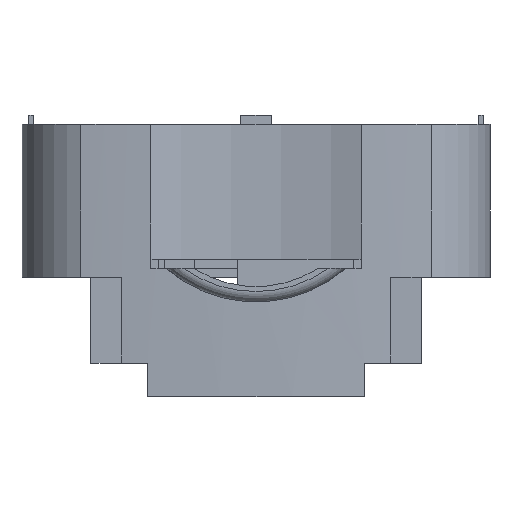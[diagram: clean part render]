
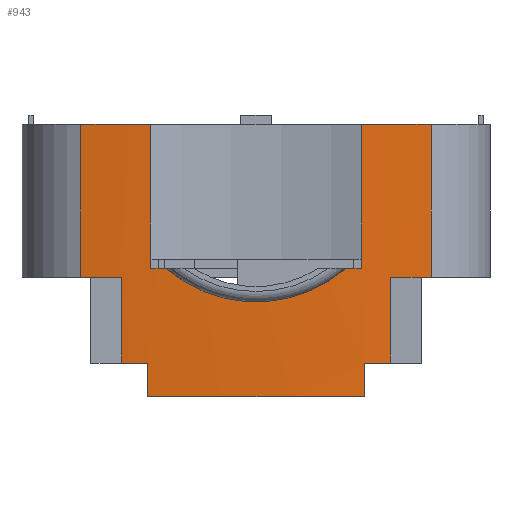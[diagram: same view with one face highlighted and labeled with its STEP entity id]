
A CAD part, front view. The second image highlights one B-rep face of the part: STEP entity #943.
In plain terms, the highlighted cylindrical face has radius 260 mm (diameter 520 mm), a partial arc.
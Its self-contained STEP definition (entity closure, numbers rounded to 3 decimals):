
#200 = VERTEX_POINT('',#201);
#201 = CARTESIAN_POINT('',(28.635,2.5,12.));
#360 = VERTEX_POINT('',#361);
#361 = CARTESIAN_POINT('',(-28.635,2.5,12.));
#368 = EDGE_CURVE('',#369,#360,#371,.T.);
#369 = VERTEX_POINT('',#370);
#370 = CARTESIAN_POINT('',(-17.2,1.488,12.));
#371 = CIRCLE('',#372,260.);
#372 = AXIS2_PLACEMENT_3D('',#373,#374,#375);
#373 = CARTESIAN_POINT('',(0.,260.918,12.));
#374 = DIRECTION('',(0.,0.,-1.));
#375 = DIRECTION('',(1.,0.,0.));
#499 = VERTEX_POINT('',#500);
#500 = CARTESIAN_POINT('',(17.2,1.488,12.));
#506 = EDGE_CURVE('',#200,#499,#507,.T.);
#507 = CIRCLE('',#508,260.);
#508 = AXIS2_PLACEMENT_3D('',#509,#510,#511);
#509 = CARTESIAN_POINT('',(0.,260.918,12.));
#510 = DIRECTION('',(0.,0.,-1.));
#511 = DIRECTION('',(1.,0.,0.));
#632 = VERTEX_POINT('',#633);
#633 = CARTESIAN_POINT('',(28.635,2.5,-13.));
#640 = EDGE_CURVE('',#200,#632,#641,.T.);
#641 = LINE('',#642,#643);
#642 = CARTESIAN_POINT('',(28.635,2.5,7.));
#643 = VECTOR('',#644,1.);
#644 = DIRECTION('',(-0.,-0.,-1.));
#922 = EDGE_CURVE('',#923,#360,#925,.T.);
#923 = VERTEX_POINT('',#924);
#924 = CARTESIAN_POINT('',(-28.635,2.5,-13.));
#925 = LINE('',#926,#927);
#926 = CARTESIAN_POINT('',(-28.635,2.5,7.));
#927 = VECTOR('',#928,1.);
#928 = DIRECTION('',(0.,0.,1.));
#943 = ADVANCED_FACE('',(#944),#1094,.T.);
#944 = FACE_BOUND('',#945,.F.);
#945 = EDGE_LOOP('',(#946,#954,#963,#982,#991,#997,#998,#999,#1008,#1017
    ,#1025,#1034,#1042,#1051,#1059,#1068,#1076,#1085,#1092,#1093));
#946 = ORIENTED_EDGE('',*,*,#947,.F.);
#947 = EDGE_CURVE('',#948,#369,#950,.T.);
#948 = VERTEX_POINT('',#949);
#949 = CARTESIAN_POINT('',(-17.2,1.488,-11.5));
#950 = LINE('',#951,#952);
#951 = CARTESIAN_POINT('',(-17.2,1.488,7.));
#952 = VECTOR('',#953,1.);
#953 = DIRECTION('',(0.,0.,1.));
#954 = ORIENTED_EDGE('',*,*,#955,.T.);
#955 = EDGE_CURVE('',#948,#956,#958,.T.);
#956 = VERTEX_POINT('',#957);
#957 = CARTESIAN_POINT('',(-14.644,1.331,-11.5));
#958 = CIRCLE('',#959,260.);
#959 = AXIS2_PLACEMENT_3D('',#960,#961,#962);
#960 = CARTESIAN_POINT('',(0.,260.918,-11.5));
#961 = DIRECTION('',(0.,0.,1.));
#962 = DIRECTION('',(1.,0.,0.));
#963 = ORIENTED_EDGE('',*,*,#964,.F.);
#964 = EDGE_CURVE('',#965,#956,#967,.T.);
#965 = VERTEX_POINT('',#966);
#966 = CARTESIAN_POINT('',(14.644,1.331,-11.5));
#967 = B_SPLINE_CURVE_WITH_KNOTS('',7,(#968,#969,#970,#971,#972,#973,
    #974,#975,#976,#977,#978,#979,#980,#981),.UNSPECIFIED.,.F.,.F.,(8,6,
    8),(0.,0.5,1.),.UNSPECIFIED.);
#968 = CARTESIAN_POINT('',(16.2,1.424,-10.));
#969 = CARTESIAN_POINT('',(14.658,1.327,
    -11.638));
#970 = CARTESIAN_POINT('',(12.82,1.223,
    -13.204));
#971 = CARTESIAN_POINT('',(10.688,1.119,-14.602
    ));
#972 = CARTESIAN_POINT('',(8.287,1.026,-15.747
    ));
#973 = CARTESIAN_POINT('',(5.662,0.955,-16.567
    ));
#974 = CARTESIAN_POINT('',(2.875,0.918,-17.));
#975 = CARTESIAN_POINT('',(-2.875,0.918,-17.));
#976 = CARTESIAN_POINT('',(-5.662,0.955,
    -16.567));
#977 = CARTESIAN_POINT('',(-8.287,1.026,
    -15.747));
#978 = CARTESIAN_POINT('',(-10.688,1.119,
    -14.602));
#979 = CARTESIAN_POINT('',(-12.82,1.223,
    -13.204));
#980 = CARTESIAN_POINT('',(-14.658,1.327,
    -11.638));
#981 = CARTESIAN_POINT('',(-16.2,1.424,-10.));
#982 = ORIENTED_EDGE('',*,*,#983,.T.);
#983 = EDGE_CURVE('',#965,#984,#986,.T.);
#984 = VERTEX_POINT('',#985);
#985 = CARTESIAN_POINT('',(17.2,1.488,-11.5));
#986 = CIRCLE('',#987,260.);
#987 = AXIS2_PLACEMENT_3D('',#988,#989,#990);
#988 = CARTESIAN_POINT('',(0.,260.918,-11.5));
#989 = DIRECTION('',(0.,0.,1.));
#990 = DIRECTION('',(1.,0.,0.));
#991 = ORIENTED_EDGE('',*,*,#992,.F.);
#992 = EDGE_CURVE('',#499,#984,#993,.T.);
#993 = LINE('',#994,#995);
#994 = CARTESIAN_POINT('',(17.2,1.488,7.));
#995 = VECTOR('',#996,1.);
#996 = DIRECTION('',(-0.,-0.,-1.));
#997 = ORIENTED_EDGE('',*,*,#506,.F.);
#998 = ORIENTED_EDGE('',*,*,#640,.T.);
#999 = ORIENTED_EDGE('',*,*,#1000,.T.);
#1000 = EDGE_CURVE('',#632,#1001,#1003,.T.);
#1001 = VERTEX_POINT('',#1002);
#1002 = CARTESIAN_POINT('',(27.,2.324,-13.));
#1003 = CIRCLE('',#1004,260.);
#1004 = AXIS2_PLACEMENT_3D('',#1005,#1006,#1007);
#1005 = CARTESIAN_POINT('',(0.,260.918,-13.));
#1006 = DIRECTION('',(0.,0.,-1.));
#1007 = DIRECTION('',(1.,0.,0.));
#1008 = ORIENTED_EDGE('',*,*,#1009,.T.);
#1009 = EDGE_CURVE('',#1001,#1010,#1012,.T.);
#1010 = VERTEX_POINT('',#1011);
#1011 = CARTESIAN_POINT('',(22.,1.851,-13.));
#1012 = CIRCLE('',#1013,260.);
#1013 = AXIS2_PLACEMENT_3D('',#1014,#1015,#1016);
#1014 = CARTESIAN_POINT('',(0.,260.918,-13.));
#1015 = DIRECTION('',(0.,0.,-1.));
#1016 = DIRECTION('',(1.,0.,0.));
#1017 = ORIENTED_EDGE('',*,*,#1018,.T.);
#1018 = EDGE_CURVE('',#1010,#1019,#1021,.T.);
#1019 = VERTEX_POINT('',#1020);
#1020 = CARTESIAN_POINT('',(22.,1.851,-27.));
#1021 = LINE('',#1022,#1023);
#1022 = CARTESIAN_POINT('',(22.,1.851,-13.));
#1023 = VECTOR('',#1024,1.);
#1024 = DIRECTION('',(-0.,-0.,-1.));
#1025 = ORIENTED_EDGE('',*,*,#1026,.T.);
#1026 = EDGE_CURVE('',#1019,#1027,#1029,.T.);
#1027 = VERTEX_POINT('',#1028);
#1028 = CARTESIAN_POINT('',(17.75,1.525,-27.));
#1029 = CIRCLE('',#1030,260.);
#1030 = AXIS2_PLACEMENT_3D('',#1031,#1032,#1033);
#1031 = CARTESIAN_POINT('',(0.,260.918,-27.));
#1032 = DIRECTION('',(0.,0.,-1.));
#1033 = DIRECTION('',(1.,0.,0.));
#1034 = ORIENTED_EDGE('',*,*,#1035,.T.);
#1035 = EDGE_CURVE('',#1027,#1036,#1038,.T.);
#1036 = VERTEX_POINT('',#1037);
#1037 = CARTESIAN_POINT('',(17.75,1.525,-32.5));
#1038 = LINE('',#1039,#1040);
#1039 = CARTESIAN_POINT('',(17.75,1.525,-27.));
#1040 = VECTOR('',#1041,1.);
#1041 = DIRECTION('',(0.,0.,-1.));
#1042 = ORIENTED_EDGE('',*,*,#1043,.T.);
#1043 = EDGE_CURVE('',#1036,#1044,#1046,.T.);
#1044 = VERTEX_POINT('',#1045);
#1045 = CARTESIAN_POINT('',(-17.75,1.525,-32.5));
#1046 = CIRCLE('',#1047,260.);
#1047 = AXIS2_PLACEMENT_3D('',#1048,#1049,#1050);
#1048 = CARTESIAN_POINT('',(0.,260.918,-32.5));
#1049 = DIRECTION('',(0.,0.,-1.));
#1050 = DIRECTION('',(1.,0.,0.));
#1051 = ORIENTED_EDGE('',*,*,#1052,.F.);
#1052 = EDGE_CURVE('',#1053,#1044,#1055,.T.);
#1053 = VERTEX_POINT('',#1054);
#1054 = CARTESIAN_POINT('',(-17.75,1.525,-27.));
#1055 = LINE('',#1056,#1057);
#1056 = CARTESIAN_POINT('',(-17.75,1.525,-27.));
#1057 = VECTOR('',#1058,1.);
#1058 = DIRECTION('',(0.,0.,-1.));
#1059 = ORIENTED_EDGE('',*,*,#1060,.T.);
#1060 = EDGE_CURVE('',#1053,#1061,#1063,.T.);
#1061 = VERTEX_POINT('',#1062);
#1062 = CARTESIAN_POINT('',(-22.,1.851,-27.));
#1063 = CIRCLE('',#1064,260.);
#1064 = AXIS2_PLACEMENT_3D('',#1065,#1066,#1067);
#1065 = CARTESIAN_POINT('',(0.,260.918,-27.));
#1066 = DIRECTION('',(0.,0.,-1.));
#1067 = DIRECTION('',(1.,0.,0.));
#1068 = ORIENTED_EDGE('',*,*,#1069,.F.);
#1069 = EDGE_CURVE('',#1070,#1061,#1072,.T.);
#1070 = VERTEX_POINT('',#1071);
#1071 = CARTESIAN_POINT('',(-22.,1.851,-13.));
#1072 = LINE('',#1073,#1074);
#1073 = CARTESIAN_POINT('',(-22.,1.851,-25.));
#1074 = VECTOR('',#1075,1.);
#1075 = DIRECTION('',(0.,0.,-1.));
#1076 = ORIENTED_EDGE('',*,*,#1077,.T.);
#1077 = EDGE_CURVE('',#1070,#1078,#1080,.T.);
#1078 = VERTEX_POINT('',#1079);
#1079 = CARTESIAN_POINT('',(-27.,2.324,-13.));
#1080 = CIRCLE('',#1081,260.);
#1081 = AXIS2_PLACEMENT_3D('',#1082,#1083,#1084);
#1082 = CARTESIAN_POINT('',(0.,260.918,-13.));
#1083 = DIRECTION('',(0.,0.,-1.));
#1084 = DIRECTION('',(1.,0.,0.));
#1085 = ORIENTED_EDGE('',*,*,#1086,.T.);
#1086 = EDGE_CURVE('',#1078,#923,#1087,.T.);
#1087 = CIRCLE('',#1088,260.);
#1088 = AXIS2_PLACEMENT_3D('',#1089,#1090,#1091);
#1089 = CARTESIAN_POINT('',(0.,260.918,-13.));
#1090 = DIRECTION('',(0.,0.,-1.));
#1091 = DIRECTION('',(1.,0.,0.));
#1092 = ORIENTED_EDGE('',*,*,#922,.T.);
#1093 = ORIENTED_EDGE('',*,*,#368,.F.);
#1094 = CYLINDRICAL_SURFACE('',#1095,260.);
#1095 = AXIS2_PLACEMENT_3D('',#1096,#1097,#1098);
#1096 = CARTESIAN_POINT('',(0.,260.918,7.));
#1097 = DIRECTION('',(0.,0.,1.));
#1098 = DIRECTION('',(1.,0.,0.));
